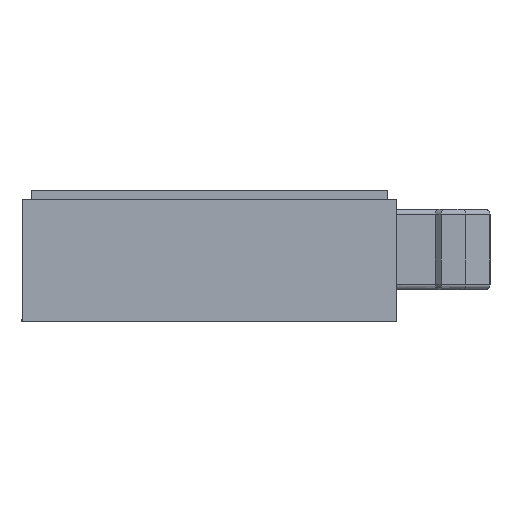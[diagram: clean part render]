
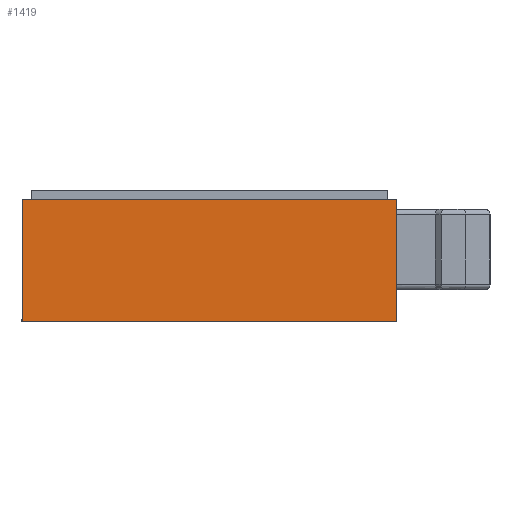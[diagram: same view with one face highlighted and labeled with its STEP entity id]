
A CAD part, left-side view. The second image highlights one B-rep face of the part: STEP entity #1419.
In plain terms, the highlighted planar face has unit normal (-1, 0, 0).
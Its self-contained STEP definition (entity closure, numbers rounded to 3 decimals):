
#1419 = ADVANCED_FACE ( 'NONE', ( #6586 ), #7737, .T. ) ;
#3573 = EDGE_LOOP ( 'NONE', ( #10024, #10023, #10022, #10021 ) ) ;
#4513 = CARTESIAN_POINT ( 'NONE',  ( 0., 19.9, -7. ) ) ;
#4516 = CARTESIAN_POINT ( 'NONE',  ( 0., 0., -7. ) ) ;
#4518 = CARTESIAN_POINT ( 'NONE',  ( 0., 19.9, -0.5 ) ) ;
#4520 = DIRECTION ( 'NONE',  ( 0., -1., 0. ) ) ;
#4521 = DIRECTION ( 'NONE',  ( 0., 0., 1. ) ) ;
#4523 = DIRECTION ( 'NONE',  ( 0., -1., 0. ) ) ;
#4613 = CARTESIAN_POINT ( 'NONE',  ( 0., 19.9, -7. ) ) ;
#5388 = EDGE_CURVE ( 'NONE', #5691, #5593, #11003, .T. ) ;
#5389 = EDGE_CURVE ( 'NONE', #5461, #5691, #11001, .T. ) ;
#5390 = EDGE_CURVE ( 'NONE', #5461, #5598, #11005, .T. ) ;
#5461 = VERTEX_POINT ( 'NONE', #4613 ) ;
#5593 = VERTEX_POINT ( 'NONE', #6849 ) ;
#5598 = VERTEX_POINT ( 'NONE', #6854 ) ;
#5691 = VERTEX_POINT ( 'NONE', #6947 ) ;
#6586 = FACE_OUTER_BOUND ( 'NONE', #3573, .T. ) ;
#6743 = EDGE_CURVE ( 'NONE', #5598, #5593, #11065, .T. ) ;
#6849 = CARTESIAN_POINT ( 'NONE',  ( 0., 0., -0.5 ) ) ;
#6854 = CARTESIAN_POINT ( 'NONE',  ( 0., 0., -7. ) ) ;
#6947 = CARTESIAN_POINT ( 'NONE',  ( 0., 19.9, -0.5 ) ) ;
#7058 = CARTESIAN_POINT ( 'NONE',  ( 0., 0., -7. ) ) ;
#7059 = DIRECTION ( 'NONE',  ( 0., 0., 1. ) ) ;
#7730 = CARTESIAN_POINT ( 'NONE',  ( 0., 0., -7. ) ) ;
#7737 = PLANE ( 'NONE',  #13257 ) ;
#7739 = DIRECTION ( 'NONE',  ( -1., 0., 0. ) ) ;
#7740 = DIRECTION ( 'NONE',  ( 0., 0., 1. ) ) ;
#10021 = ORIENTED_EDGE ( 'NONE', *, *, #5390, .T. ) ;
#10022 = ORIENTED_EDGE ( 'NONE', *, *, #5389, .F. ) ;
#10023 = ORIENTED_EDGE ( 'NONE', *, *, #5388, .F. ) ;
#10024 = ORIENTED_EDGE ( 'NONE', *, *, #6743, .T. ) ;
#11001 = LINE ( 'NONE', #4513, #11008 ) ;
#11003 = LINE ( 'NONE', #4518, #11006 ) ;
#11005 = LINE ( 'NONE', #4516, #11010 ) ;
#11006 = VECTOR ( 'NONE', #4520, 1000. ) ;
#11008 = VECTOR ( 'NONE', #4521, 1000. ) ;
#11010 = VECTOR ( 'NONE', #4523, 1000. ) ;
#11065 = LINE ( 'NONE', #7058, #11068 ) ;
#11068 = VECTOR ( 'NONE', #7059, 1000. ) ;
#13257 = AXIS2_PLACEMENT_3D ( 'NONE', #7730, #7739, #7740 ) ;
